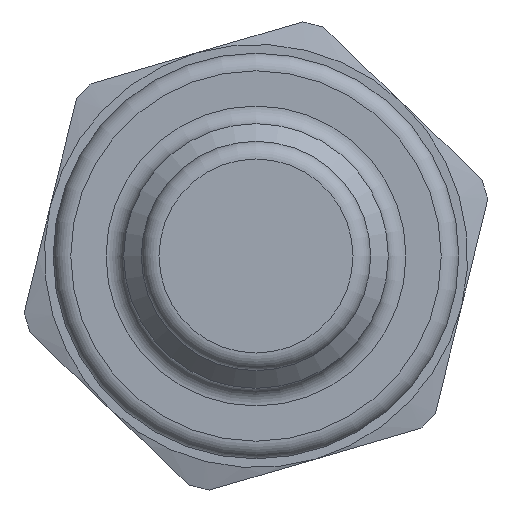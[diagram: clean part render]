
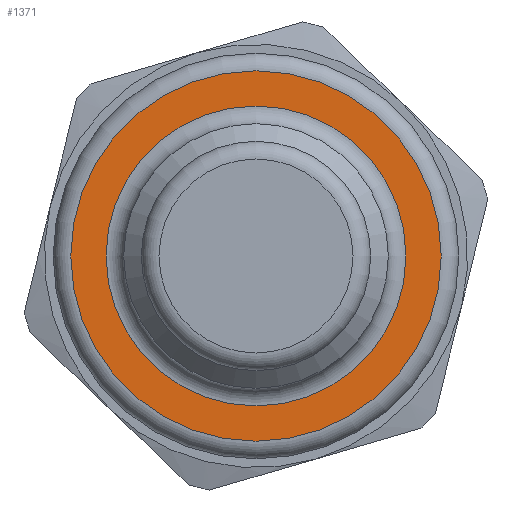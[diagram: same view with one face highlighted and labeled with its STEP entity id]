
A CAD part, left-side view. The second image highlights one B-rep face of the part: STEP entity #1371.
In plain terms, the highlighted planar face has unit normal (-1, 0, 0).
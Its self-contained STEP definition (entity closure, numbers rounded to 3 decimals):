
#1340=CARTESIAN_POINT('',(21.5,8.5,0.));
#1341=VERTEX_POINT('',#1340);
#1342=CARTESIAN_POINT('',(21.5,0.0,0.0));
#1343=DIRECTION('',(-1.0,0.0,0.0));
#1344=DIRECTION('',(0.0,-1.0,0.0));
#1345=AXIS2_PLACEMENT_3D('',#1342,#1343,#1344);
#1346=CIRCLE('',#1345,8.5);
#1347=EDGE_CURVE('',#1341,#1341,#1346,.T.);
#1352=CARTESIAN_POINT('',(21.5,9.5,0.0));
#1353=DIRECTION('',(-1.0,0.0,0.0));
#1354=DIRECTION('',(0.0,0.0,1.0));
#1355=AXIS2_PLACEMENT_3D('',#1352,#1353,#1354);
#1356=PLANE('',#1355);
#1357=CARTESIAN_POINT('',(21.5,10.5,0.0));
#1358=VERTEX_POINT('',#1357);
#1359=CARTESIAN_POINT('',(21.5,0.0,0.0));
#1360=DIRECTION('',(1.0,0.0,0.0));
#1361=DIRECTION('',(0.0,-1.0,0.0));
#1362=AXIS2_PLACEMENT_3D('',#1359,#1360,#1361);
#1363=CIRCLE('',#1362,10.5);
#1364=EDGE_CURVE('',#1358,#1358,#1363,.T.);
#1365=ORIENTED_EDGE('',*,*,#1364,.F.);
#1366=EDGE_LOOP('',(#1365));
#1367=FACE_OUTER_BOUND('',#1366,.T.);
#1368=ORIENTED_EDGE('',*,*,#1347,.F.);
#1369=EDGE_LOOP('',(#1368));
#1370=FACE_BOUND('',#1369,.T.);
#1371=ADVANCED_FACE('',(#1367,#1370),#1356,.T.);
